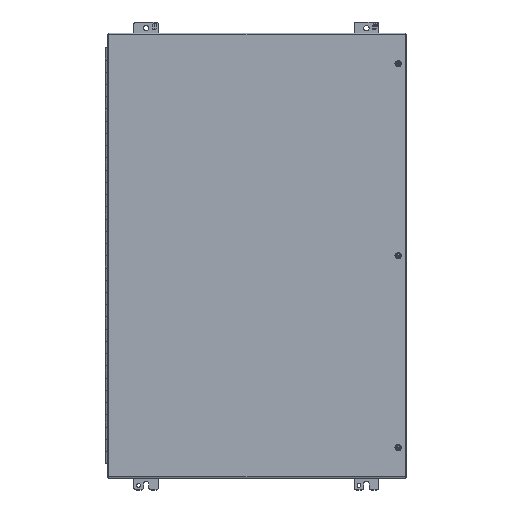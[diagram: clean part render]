
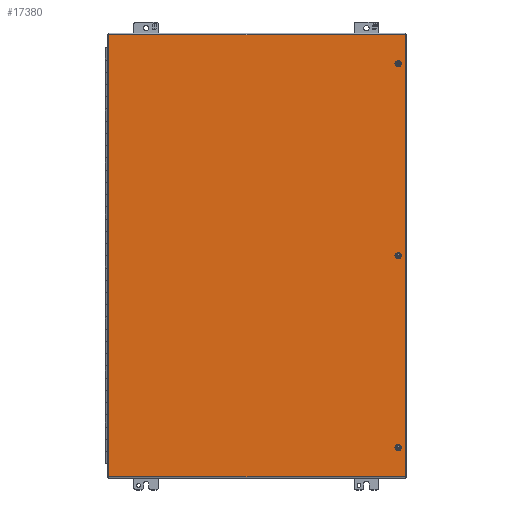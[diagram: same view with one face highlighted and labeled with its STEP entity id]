
A CAD part, top view. The second image highlights one B-rep face of the part: STEP entity #17380.
In plain terms, the highlighted planar face has unit normal (0, 0, 1).
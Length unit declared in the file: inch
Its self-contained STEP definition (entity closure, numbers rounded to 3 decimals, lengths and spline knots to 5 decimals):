
#504 = LINE ( 'NONE', #22171, #32501 ) ;
#788 = DIRECTION ( 'NONE',  ( 0., 0., 1. ) ) ;
#882 = ORIENTED_EDGE ( 'NONE', *, *, #21370, .T. ) ;
#967 = CARTESIAN_POINT ( 'NONE',  ( 11.58998, -15.6865, 11.172 ) ) ;
#1027 = CIRCLE ( 'NONE', #10052, 0.133 ) ;
#1451 = ORIENTED_EDGE ( 'NONE', *, *, #21560, .T. ) ;
#1719 = EDGE_CURVE ( 'NONE', #16769, #19778, #18801, .T. ) ;
#2830 = VECTOR ( 'NONE', #6305, 39.37008 ) ;
#2914 = DIRECTION ( 'NONE',  ( 1., 0., 0. ) ) ;
#3039 = PLANE ( 'NONE',  #32045 ) ;
#3198 = CARTESIAN_POINT ( 'NONE',  ( 11.58998, 0.133, 11.172 ) ) ;
#3603 = CARTESIAN_POINT ( 'NONE',  ( -12.05202, 18.0795, 11.172 ) ) ;
#3772 = AXIS2_PLACEMENT_3D ( 'NONE', #33558, #22889, #17294 ) ;
#3950 = CARTESIAN_POINT ( 'NONE',  ( 11.58998, -15.5535, 11.172 ) ) ;
#4682 = CARTESIAN_POINT ( 'NONE',  ( 11.58998, 0., 11.172 ) ) ;
#4714 = CARTESIAN_POINT ( 'NONE',  ( -12.05202, -18.0795, 11.172 ) ) ;
#4718 = EDGE_CURVE ( 'NONE', #29368, #29268, #1027, .T. ) ;
#5913 = EDGE_CURVE ( 'NONE', #33208, #28446, #7383, .T. ) ;
#6305 = DIRECTION ( 'NONE',  ( -1., 0., 0. ) ) ;
#6502 = EDGE_LOOP ( 'NONE', ( #7003, #31868 ) ) ;
#6991 = DIRECTION ( 'NONE',  ( 0., 1., 0. ) ) ;
#7003 = ORIENTED_EDGE ( 'NONE', *, *, #14983, .T. ) ;
#7383 = CIRCLE ( 'NONE', #32643, 0.133 ) ;
#8439 = CARTESIAN_POINT ( 'NONE',  ( 11.58998, 15.5535, 11.172 ) ) ;
#8687 = CARTESIAN_POINT ( 'NONE',  ( -12.05202, 18.0795, 11.172 ) ) ;
#10052 = AXIS2_PLACEMENT_3D ( 'NONE', #31052, #25655, #31273 ) ;
#10178 = DIRECTION ( 'NONE',  ( 0., 0., -1. ) ) ;
#12287 = EDGE_CURVE ( 'NONE', #31165, #17704, #24744, .T. ) ;
#12487 = CARTESIAN_POINT ( 'NONE',  ( 11.58998, 15.6865, 11.172 ) ) ;
#13394 = DIRECTION ( 'NONE',  ( 0., 0., -1. ) ) ;
#13921 = CARTESIAN_POINT ( 'NONE',  ( 12.16998, 18.0795, 11.172 ) ) ;
#14795 = FACE_BOUND ( 'NONE', #33717, .T. ) ;
#14983 = EDGE_CURVE ( 'NONE', #19778, #16769, #23885, .T. ) ;
#15263 = CARTESIAN_POINT ( 'NONE',  ( 12.16998, -18.0795, 11.172 ) ) ;
#15563 = CARTESIAN_POINT ( 'NONE',  ( 11.58998, -15.8195, 11.172 ) ) ;
#15692 = LINE ( 'NONE', #8687, #2830 ) ;
#16403 = ORIENTED_EDGE ( 'NONE', *, *, #21962, .T. ) ;
#16769 = VERTEX_POINT ( 'NONE', #3198 ) ;
#17236 = CARTESIAN_POINT ( 'NONE',  ( -12.05202, -18.0795, 11.172 ) ) ;
#17294 = DIRECTION ( 'NONE',  ( 0., -1., 0. ) ) ;
#17380 = ADVANCED_FACE ( 'NONE', ( #32232, #24143, #14795, #27084 ), #3039, .T. ) ;
#17474 = ORIENTED_EDGE ( 'NONE', *, *, #23174, .T. ) ;
#17477 = DIRECTION ( 'NONE',  ( 0., -1., 0. ) ) ;
#17704 = VERTEX_POINT ( 'NONE', #13921 ) ;
#18005 = DIRECTION ( 'NONE',  ( 0., -1., 0. ) ) ;
#18801 = CIRCLE ( 'NONE', #3772, 0.133 ) ;
#19506 = EDGE_LOOP ( 'NONE', ( #882, #29076 ) ) ;
#19778 = VERTEX_POINT ( 'NONE', #29017 ) ;
#19998 = DIRECTION ( 'NONE',  ( 0., 0., -1. ) ) ;
#20468 = CIRCLE ( 'NONE', #31020, 0.133 ) ;
#21370 = EDGE_CURVE ( 'NONE', #28446, #33208, #20468, .T. ) ;
#21558 = VERTEX_POINT ( 'NONE', #17236 ) ;
#21560 = EDGE_CURVE ( 'NONE', #29268, #29368, #30193, .T. ) ;
#21962 = EDGE_CURVE ( 'NONE', #17704, #26267, #15692, .T. ) ;
#22171 = CARTESIAN_POINT ( 'NONE',  ( -12.05202, -18.0795, 11.172 ) ) ;
#22276 = CARTESIAN_POINT ( 'NONE',  ( 12.16998, -18.0795, 11.172 ) ) ;
#22648 = DIRECTION ( 'NONE',  ( 0., -1., 0. ) ) ;
#22889 = DIRECTION ( 'NONE',  ( 0., 0., -1. ) ) ;
#23174 = EDGE_CURVE ( 'NONE', #26267, #21558, #26644, .T. ) ;
#23885 = CIRCLE ( 'NONE', #32914, 0.133 ) ;
#24108 = DIRECTION ( 'NONE',  ( 0., -1., 0. ) ) ;
#24143 = FACE_BOUND ( 'NONE', #19506, .T. ) ;
#24540 = EDGE_CURVE ( 'NONE', #21558, #31165, #504, .T. ) ;
#24744 = LINE ( 'NONE', #15263, #30701 ) ;
#25655 = DIRECTION ( 'NONE',  ( 0., 0., -1. ) ) ;
#25955 = DIRECTION ( 'NONE',  ( 0., 0., -1. ) ) ;
#26244 = VECTOR ( 'NONE', #18005, 39.37008 ) ;
#26267 = VERTEX_POINT ( 'NONE', #3603 ) ;
#26640 = AXIS2_PLACEMENT_3D ( 'NONE', #967, #19998, #17477 ) ;
#26644 = LINE ( 'NONE', #4714, #26244 ) ;
#26725 = DIRECTION ( 'NONE',  ( 0., -1., 0. ) ) ;
#27084 = FACE_BOUND ( 'NONE', #6502, .T. ) ;
#28446 = VERTEX_POINT ( 'NONE', #8439 ) ;
#29017 = CARTESIAN_POINT ( 'NONE',  ( 11.58998, -0.133, 11.172 ) ) ;
#29076 = ORIENTED_EDGE ( 'NONE', *, *, #5913, .T. ) ;
#29268 = VERTEX_POINT ( 'NONE', #3950 ) ;
#29368 = VERTEX_POINT ( 'NONE', #15563 ) ;
#29488 = CARTESIAN_POINT ( 'NONE',  ( 11.58998, 15.6865, 11.172 ) ) ;
#30193 = CIRCLE ( 'NONE', #26640, 0.133 ) ;
#30629 = CARTESIAN_POINT ( 'NONE',  ( -12.05202, -18.0795, 11.172 ) ) ;
#30701 = VECTOR ( 'NONE', #6991, 39.37008 ) ;
#31020 = AXIS2_PLACEMENT_3D ( 'NONE', #29488, #10178, #26725 ) ;
#31052 = CARTESIAN_POINT ( 'NONE',  ( 11.58998, -15.6865, 11.172 ) ) ;
#31165 = VERTEX_POINT ( 'NONE', #22276 ) ;
#31273 = DIRECTION ( 'NONE',  ( 0., -1., 0. ) ) ;
#31564 = DIRECTION ( 'NONE',  ( 0., -1., 0. ) ) ;
#31868 = ORIENTED_EDGE ( 'NONE', *, *, #1719, .T. ) ;
#32045 = AXIS2_PLACEMENT_3D ( 'NONE', #30629, #788, #22648 ) ;
#32056 = ORIENTED_EDGE ( 'NONE', *, *, #4718, .T. ) ;
#32232 = FACE_OUTER_BOUND ( 'NONE', #33537, .T. ) ;
#32501 = VECTOR ( 'NONE', #2914, 39.37008 ) ;
#32643 = AXIS2_PLACEMENT_3D ( 'NONE', #12487, #25955, #31564 ) ;
#32914 = AXIS2_PLACEMENT_3D ( 'NONE', #4682, #13394, #24108 ) ;
#33208 = VERTEX_POINT ( 'NONE', #33798 ) ;
#33537 = EDGE_LOOP ( 'NONE', ( #34331, #16403, #17474, #34485 ) ) ;
#33558 = CARTESIAN_POINT ( 'NONE',  ( 11.58998, 0., 11.172 ) ) ;
#33717 = EDGE_LOOP ( 'NONE', ( #32056, #1451 ) ) ;
#33798 = CARTESIAN_POINT ( 'NONE',  ( 11.58998, 15.8195, 11.172 ) ) ;
#34331 = ORIENTED_EDGE ( 'NONE', *, *, #12287, .T. ) ;
#34485 = ORIENTED_EDGE ( 'NONE', *, *, #24540, .T. ) ;
